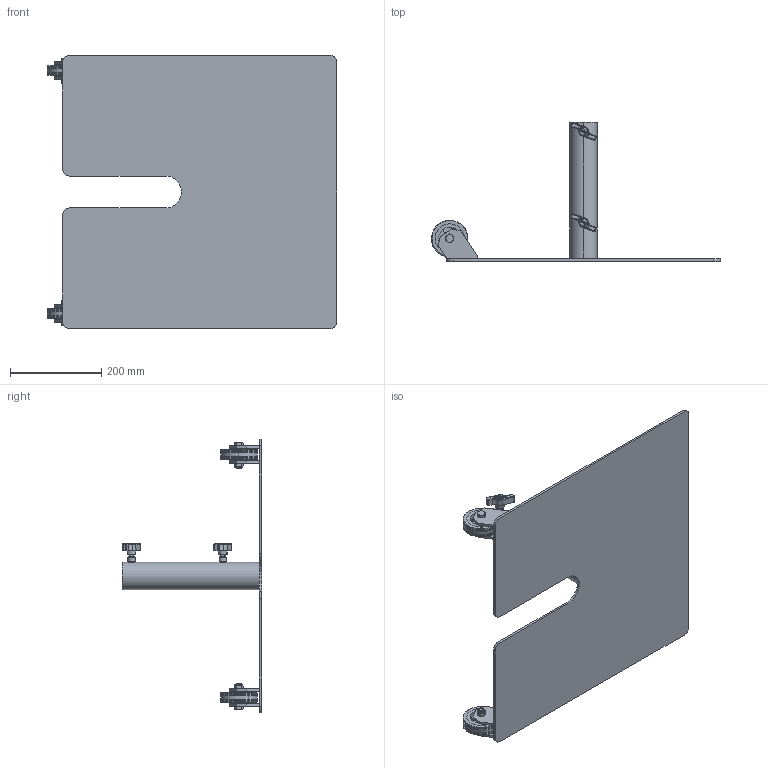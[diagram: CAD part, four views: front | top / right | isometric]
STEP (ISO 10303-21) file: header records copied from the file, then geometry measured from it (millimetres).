
FILE_DESCRIPTION (( 'STEP AP203' ), '1' );
FILE_NAME ('T54255.STEP', '2018-08-01T12:50:05', ( '' ), ( '' ), 'SwSTEP 2.0', 'SolidWorks 2016', '' );
FILE_SCHEMA (( 'CONFIG_CONTROL_DESIGN' ));
Length unit declared in the file: millimetre
Products named in the file (11): TH1635; TH1637; Doughty Knob_S0141; TH691; TH3779; SW3dPS-nyloc nut, st stl a2 iso_M10 NYLOC; T54255; S1568; TH2218; TH1636; Hex Bolt_ISO 4016 - M10 x 50 x 26-WS
Assembly tree (18 placements, depth 4):
  T54255
    TH1637
      TH1635
      TH691
        TH3779
        TH2218  x2
      TH1636  x4
    S1568  x2
    Hex Bolt_ISO 4016 - M10 x 50 x 26-WS  x2
    SW3dPS-nyloc nut, st stl a2 iso_M10 NYLOC  x2
    Doughty Knob_S0141  x2
Bounding box: 633.43 x 305 x 600 mm (x, y, z)
Volume: 2247788.5 mm3; surface area: 905464 mm2
Topology: 16 solids, 16 shells, 914 faces, 2344 edges, 1504 vertices
Faces by surface type: plane 419, cylinder 247, cone 216, torus 32
Entity records: 15931 total; most frequent: CARTESIAN_POINT 3072, DIRECTION 2526, ORIENTED_EDGE 2368, EDGE_CURVE 1184, AXIS2_PLACEMENT_3D 944, VERTEX_POINT 760, VECTOR 638, LINE 638
